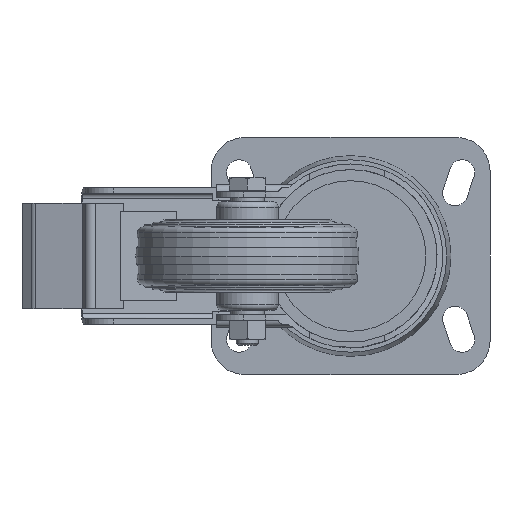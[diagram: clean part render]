
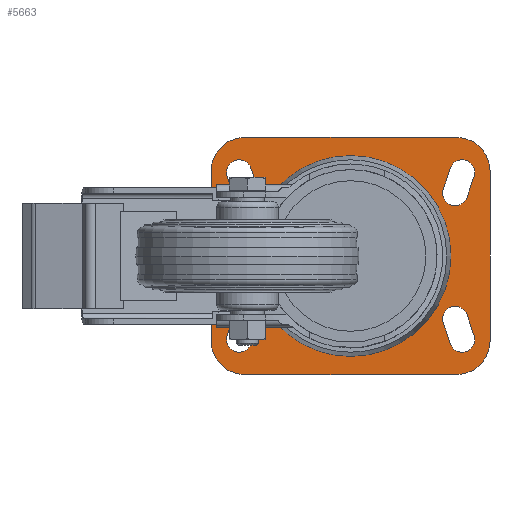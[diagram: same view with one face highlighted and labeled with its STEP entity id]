
A CAD part, front view. The second image highlights one B-rep face of the part: STEP entity #5663.
In plain terms, the highlighted planar face has unit normal (0, -1, 0).
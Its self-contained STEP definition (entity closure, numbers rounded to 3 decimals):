
#317=FACE_BOUND('',#1190,.T.);
#318=FACE_BOUND('',#1191,.T.);
#319=FACE_BOUND('',#1192,.T.);
#320=FACE_BOUND('',#1193,.T.);
#321=FACE_BOUND('',#1194,.T.);
#424=CIRCLE('',#5981,34.939);
#464=CIRCLE('',#6107,12.);
#468=CIRCLE('',#6117,12.);
#470=CIRCLE('',#6121,12.);
#472=CIRCLE('',#6125,12.);
#474=CIRCLE('',#6129,4.5);
#476=CIRCLE('',#6133,4.5);
#478=CIRCLE('',#6137,4.5);
#480=CIRCLE('',#6141,4.5);
#482=CIRCLE('',#6145,4.5);
#484=CIRCLE('',#6149,4.5);
#486=CIRCLE('',#6153,4.5);
#488=CIRCLE('',#6157,4.5);
#763=FACE_OUTER_BOUND('',#1189,.T.);
#1189=EDGE_LOOP('',(#4568,#4569,#4570,#4571,#4572,#4573,#4574,#4575));
#1190=EDGE_LOOP('',(#4576));
#1191=EDGE_LOOP('',(#4577,#4578,#4579,#4580));
#1192=EDGE_LOOP('',(#4581,#4582,#4583,#4584));
#1193=EDGE_LOOP('',(#4585,#4586,#4587,#4588));
#1194=EDGE_LOOP('',(#4589,#4590,#4591,#4592));
#1622=LINE('',#9085,#2128);
#1631=LINE('',#9119,#2137);
#1635=LINE('',#9131,#2141);
#1639=LINE('',#9141,#2145);
#1644=LINE('',#9156,#2150);
#1647=LINE('',#9165,#2153);
#1652=LINE('',#9180,#2158);
#1655=LINE('',#9189,#2161);
#1660=LINE('',#9204,#2166);
#1663=LINE('',#9213,#2169);
#1668=LINE('',#9228,#2174);
#1671=LINE('',#9237,#2177);
#2128=VECTOR('',#7233,61.);
#2137=VECTOR('',#7262,76.);
#2141=VECTOR('',#7274,61.);
#2145=VECTOR('',#7286,76.);
#2150=VECTOR('',#7299,7.906);
#2153=VECTOR('',#7310,7.906);
#2158=VECTOR('',#7323,7.906);
#2161=VECTOR('',#7334,7.906);
#2166=VECTOR('',#7347,7.906);
#2169=VECTOR('',#7358,7.906);
#2174=VECTOR('',#7371,7.906);
#2177=VECTOR('',#7382,7.906);
#2516=VERTEX_POINT('',#8540);
#2668=VERTEX_POINT('',#9076);
#2669=VERTEX_POINT('',#9078);
#2671=VERTEX_POINT('',#9084);
#2676=VERTEX_POINT('',#9112);
#2678=VERTEX_POINT('',#9118);
#2680=VERTEX_POINT('',#9124);
#2682=VERTEX_POINT('',#9130);
#2684=VERTEX_POINT('',#9136);
#2687=VERTEX_POINT('',#9146);
#2688=VERTEX_POINT('',#9148);
#2690=VERTEX_POINT('',#9154);
#2692=VERTEX_POINT('',#9160);
#2695=VERTEX_POINT('',#9170);
#2696=VERTEX_POINT('',#9172);
#2698=VERTEX_POINT('',#9178);
#2700=VERTEX_POINT('',#9184);
#2703=VERTEX_POINT('',#9194);
#2704=VERTEX_POINT('',#9196);
#2706=VERTEX_POINT('',#9202);
#2708=VERTEX_POINT('',#9208);
#2711=VERTEX_POINT('',#9218);
#2712=VERTEX_POINT('',#9220);
#2714=VERTEX_POINT('',#9226);
#2716=VERTEX_POINT('',#9232);
#3088=EDGE_CURVE('',#2516,#2516,#424,.F.);
#3314=EDGE_CURVE('',#2668,#2669,#464,.T.);
#3317=EDGE_CURVE('',#2669,#2671,#1622,.T.);
#3328=EDGE_CURVE('',#2671,#2676,#468,.T.);
#3331=EDGE_CURVE('',#2676,#2678,#1631,.T.);
#3334=EDGE_CURVE('',#2678,#2680,#470,.T.);
#3337=EDGE_CURVE('',#2680,#2682,#1635,.T.);
#3340=EDGE_CURVE('',#2682,#2684,#472,.T.);
#3343=EDGE_CURVE('',#2684,#2668,#1639,.T.);
#3346=EDGE_CURVE('',#2688,#2687,#474,.T.);
#3350=EDGE_CURVE('',#2687,#2690,#1644,.T.);
#3353=EDGE_CURVE('',#2690,#2692,#476,.T.);
#3355=EDGE_CURVE('',#2692,#2688,#1647,.T.);
#3358=EDGE_CURVE('',#2696,#2695,#478,.T.);
#3362=EDGE_CURVE('',#2695,#2698,#1652,.T.);
#3365=EDGE_CURVE('',#2698,#2700,#480,.T.);
#3367=EDGE_CURVE('',#2700,#2696,#1655,.T.);
#3370=EDGE_CURVE('',#2704,#2703,#482,.T.);
#3374=EDGE_CURVE('',#2703,#2706,#1660,.T.);
#3377=EDGE_CURVE('',#2706,#2708,#484,.T.);
#3379=EDGE_CURVE('',#2708,#2704,#1663,.T.);
#3382=EDGE_CURVE('',#2712,#2711,#486,.T.);
#3386=EDGE_CURVE('',#2711,#2714,#1668,.T.);
#3389=EDGE_CURVE('',#2714,#2716,#488,.T.);
#3391=EDGE_CURVE('',#2716,#2712,#1671,.T.);
#4568=ORIENTED_EDGE('',*,*,#3314,.F.);
#4569=ORIENTED_EDGE('',*,*,#3343,.F.);
#4570=ORIENTED_EDGE('',*,*,#3340,.F.);
#4571=ORIENTED_EDGE('',*,*,#3337,.F.);
#4572=ORIENTED_EDGE('',*,*,#3334,.F.);
#4573=ORIENTED_EDGE('',*,*,#3331,.F.);
#4574=ORIENTED_EDGE('',*,*,#3328,.F.);
#4575=ORIENTED_EDGE('',*,*,#3317,.F.);
#4576=ORIENTED_EDGE('',*,*,#3088,.T.);
#4577=ORIENTED_EDGE('',*,*,#3391,.T.);
#4578=ORIENTED_EDGE('',*,*,#3382,.T.);
#4579=ORIENTED_EDGE('',*,*,#3386,.T.);
#4580=ORIENTED_EDGE('',*,*,#3389,.T.);
#4581=ORIENTED_EDGE('',*,*,#3379,.T.);
#4582=ORIENTED_EDGE('',*,*,#3370,.T.);
#4583=ORIENTED_EDGE('',*,*,#3374,.T.);
#4584=ORIENTED_EDGE('',*,*,#3377,.T.);
#4585=ORIENTED_EDGE('',*,*,#3367,.T.);
#4586=ORIENTED_EDGE('',*,*,#3358,.T.);
#4587=ORIENTED_EDGE('',*,*,#3362,.T.);
#4588=ORIENTED_EDGE('',*,*,#3365,.T.);
#4589=ORIENTED_EDGE('',*,*,#3355,.T.);
#4590=ORIENTED_EDGE('',*,*,#3346,.T.);
#4591=ORIENTED_EDGE('',*,*,#3350,.T.);
#4592=ORIENTED_EDGE('',*,*,#3353,.T.);
#5372=PLANE('',#6161);
#5663=ADVANCED_FACE('',(#763,#317,#318,#319,#320,#321),#5372,.F.);
#5981=AXIS2_PLACEMENT_3D('',#8541,#6799,#6800);
#6107=AXIS2_PLACEMENT_3D('',#9079,#7227,#7228);
#6117=AXIS2_PLACEMENT_3D('',#9113,#7256,#7257);
#6121=AXIS2_PLACEMENT_3D('',#9125,#7268,#7269);
#6125=AXIS2_PLACEMENT_3D('',#9137,#7280,#7281);
#6129=AXIS2_PLACEMENT_3D('',#9149,#7292,#7293);
#6133=AXIS2_PLACEMENT_3D('',#9162,#7305,#7306);
#6137=AXIS2_PLACEMENT_3D('',#9173,#7316,#7317);
#6141=AXIS2_PLACEMENT_3D('',#9186,#7329,#7330);
#6145=AXIS2_PLACEMENT_3D('',#9197,#7340,#7341);
#6149=AXIS2_PLACEMENT_3D('',#9210,#7353,#7354);
#6153=AXIS2_PLACEMENT_3D('',#9221,#7364,#7365);
#6157=AXIS2_PLACEMENT_3D('',#9234,#7377,#7378);
#6161=AXIS2_PLACEMENT_3D('',#9241,#7387,#7388);
#6799=DIRECTION('center_axis',(0.,-1.,0.));
#6800=DIRECTION('ref_axis',(0.,0.,-1.));
#7227=DIRECTION('center_axis',(0.,1.,0.));
#7228=DIRECTION('ref_axis',(1.,0.,0.));
#7233=DIRECTION('',(0.,0.,1.));
#7256=DIRECTION('center_axis',(0.,1.,0.));
#7257=DIRECTION('ref_axis',(1.,0.,0.));
#7262=DIRECTION('',(1.,0.,0.));
#7268=DIRECTION('center_axis',(0.,1.,0.));
#7269=DIRECTION('ref_axis',(1.,0.,0.));
#7274=DIRECTION('',(0.,0.,-1.));
#7280=DIRECTION('center_axis',(0.,1.,0.));
#7281=DIRECTION('ref_axis',(1.,0.,0.));
#7286=DIRECTION('',(-1.,0.,0.));
#7292=DIRECTION('center_axis',(0.,1.,0.));
#7293=DIRECTION('ref_axis',(1.,0.,0.));
#7299=DIRECTION('',(0.316,0.,0.949));
#7305=DIRECTION('center_axis',(0.,1.,0.));
#7306=DIRECTION('ref_axis',(1.,0.,0.));
#7310=DIRECTION('',(-0.316,0.,-0.949));
#7316=DIRECTION('center_axis',(0.,1.,0.));
#7317=DIRECTION('ref_axis',(1.,0.,0.));
#7323=DIRECTION('',(0.316,0.,-0.949));
#7329=DIRECTION('center_axis',(0.,1.,0.));
#7330=DIRECTION('ref_axis',(1.,0.,0.));
#7334=DIRECTION('',(-0.316,0.,0.949));
#7340=DIRECTION('center_axis',(0.,1.,0.));
#7341=DIRECTION('ref_axis',(1.,0.,0.));
#7347=DIRECTION('',(0.316,0.,0.949));
#7353=DIRECTION('center_axis',(0.,1.,0.));
#7354=DIRECTION('ref_axis',(1.,0.,0.));
#7358=DIRECTION('',(-0.316,0.,-0.949));
#7364=DIRECTION('center_axis',(0.,1.,0.));
#7365=DIRECTION('ref_axis',(1.,0.,0.));
#7371=DIRECTION('',(0.316,0.,-0.949));
#7377=DIRECTION('center_axis',(0.,1.,0.));
#7378=DIRECTION('ref_axis',(1.,0.,0.));
#7382=DIRECTION('',(-0.316,0.,0.949));
#7387=DIRECTION('center_axis',(0.,1.,0.));
#7388=DIRECTION('ref_axis',(0.,0.,1.));
#8540=CARTESIAN_POINT('',(37.,64.5,-34.939));
#8541=CARTESIAN_POINT('Origin',(37.,64.5,0.));
#9076=CARTESIAN_POINT('',(-1.,64.5,-42.5));
#9078=CARTESIAN_POINT('',(-13.,64.5,-30.5));
#9079=CARTESIAN_POINT('Origin',(-1.,64.5,-30.5));
#9084=CARTESIAN_POINT('',(-13.,64.5,30.5));
#9085=CARTESIAN_POINT('',(-13.,64.5,-30.5));
#9112=CARTESIAN_POINT('',(-1.,64.5,42.5));
#9113=CARTESIAN_POINT('Origin',(-1.,64.5,30.5));
#9118=CARTESIAN_POINT('',(75.,64.5,42.5));
#9119=CARTESIAN_POINT('',(-1.,64.5,42.5));
#9124=CARTESIAN_POINT('',(87.,64.5,30.5));
#9125=CARTESIAN_POINT('Origin',(75.,64.5,30.5));
#9130=CARTESIAN_POINT('',(87.,64.5,-30.5));
#9131=CARTESIAN_POINT('',(87.,64.5,30.5));
#9136=CARTESIAN_POINT('',(75.,64.5,-42.5));
#9137=CARTESIAN_POINT('Origin',(75.,64.5,-30.5));
#9141=CARTESIAN_POINT('',(75.,64.5,-42.5));
#9146=CARTESIAN_POINT('',(70.231,64.5,23.923));
#9148=CARTESIAN_POINT('',(78.769,64.5,21.077));
#9149=CARTESIAN_POINT('Origin',(74.5,64.5,22.5));
#9154=CARTESIAN_POINT('',(72.731,64.5,31.423));
#9156=CARTESIAN_POINT('',(70.231,64.5,23.923));
#9160=CARTESIAN_POINT('',(81.269,64.5,28.577));
#9162=CARTESIAN_POINT('Origin',(77.,64.5,30.));
#9165=CARTESIAN_POINT('',(81.269,64.5,28.577));
#9170=CARTESIAN_POINT('',(78.769,64.5,-21.077));
#9172=CARTESIAN_POINT('',(70.231,64.5,-23.923));
#9173=CARTESIAN_POINT('Origin',(74.5,64.5,-22.5));
#9178=CARTESIAN_POINT('',(81.269,64.5,-28.577));
#9180=CARTESIAN_POINT('',(78.769,64.5,-21.077));
#9184=CARTESIAN_POINT('',(72.731,64.5,-31.423));
#9186=CARTESIAN_POINT('Origin',(77.,64.5,-30.));
#9189=CARTESIAN_POINT('',(72.731,64.5,-31.423));
#9194=CARTESIAN_POINT('',(-7.269,64.5,-28.577));
#9196=CARTESIAN_POINT('',(1.269,64.5,-31.423));
#9197=CARTESIAN_POINT('Origin',(-3.,64.5,-30.));
#9202=CARTESIAN_POINT('',(-4.769,64.5,-21.077));
#9204=CARTESIAN_POINT('',(-7.269,64.5,-28.577));
#9208=CARTESIAN_POINT('',(3.769,64.5,-23.923));
#9210=CARTESIAN_POINT('Origin',(-0.5,64.5,-22.5));
#9213=CARTESIAN_POINT('',(3.769,64.5,-23.923));
#9218=CARTESIAN_POINT('',(1.269,64.5,31.423));
#9220=CARTESIAN_POINT('',(-7.269,64.5,28.577));
#9221=CARTESIAN_POINT('Origin',(-3.,64.5,30.));
#9226=CARTESIAN_POINT('',(3.769,64.5,23.923));
#9228=CARTESIAN_POINT('',(1.269,64.5,31.423));
#9232=CARTESIAN_POINT('',(-4.769,64.5,21.077));
#9234=CARTESIAN_POINT('Origin',(-0.5,64.5,22.5));
#9237=CARTESIAN_POINT('',(-4.769,64.5,21.077));
#9241=CARTESIAN_POINT('Origin',(-1.,64.5,-30.5));
